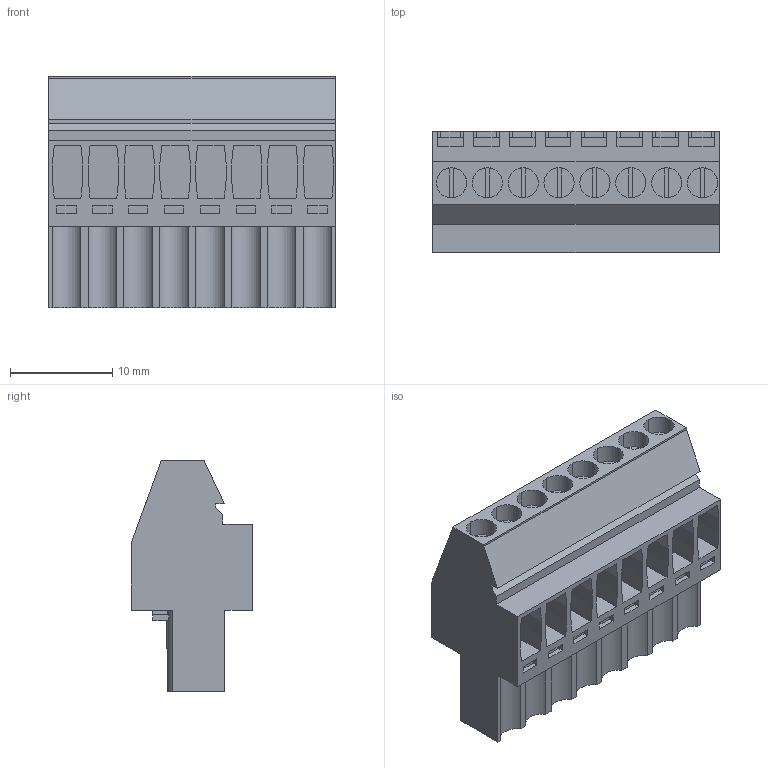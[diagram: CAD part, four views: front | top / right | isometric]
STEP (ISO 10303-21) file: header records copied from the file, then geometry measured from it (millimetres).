
FILE_DESCRIPTION(('CATIA V5 STEP Exchange','CAx-IF Rec.Pracs.--- Model Styling and Organization---1.2---2011-12-15'),'2;1');
FILE_NAME ('D1454089_0_1639530000_1639530000.stp','2017-04-20T07:31:37+00:00',('none'),('Weidmueller'),'CATIA Version 5-6 Release 2014','CATIA V5 STEP AP214','none');
FILE_SCHEMA(('AUTOMOTIVE_DESIGN { 1 0 10303 214 1 1 1 1 }'));
Length unit declared in the file: millimetre
Products named in the file (1): 1639530000
Bounding box: 28 x 11.83 x 22.6 mm (x, y, z)
Volume: 4254.2 mm3; surface area: 3519 mm2
Topology: 9 solids, 9 shells, 466 faces, 1283 edges, 867 vertices
Faces by surface type: plane 402, cylinder 64
Entity records: 13766 total; most frequent: ORIENTED_EDGE 2566, CARTESIAN_POINT 2540, DIRECTION 1853, EDGE_CURVE 1283, VECTOR 1075, LINE 1075, VERTEX_POINT 867, EDGE_LOOP 498
